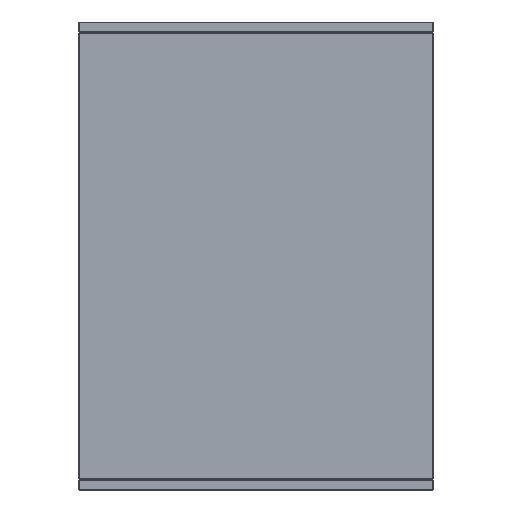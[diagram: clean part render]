
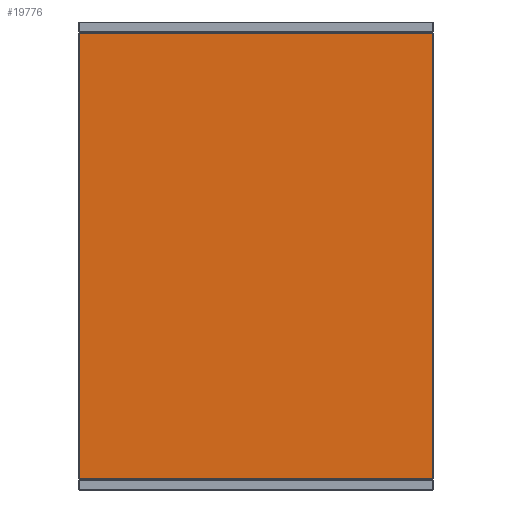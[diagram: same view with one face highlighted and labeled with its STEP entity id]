
A CAD part, left-side view. The second image highlights one B-rep face of the part: STEP entity #19776.
In plain terms, the highlighted planar face has unit normal (-1, 0, 0).
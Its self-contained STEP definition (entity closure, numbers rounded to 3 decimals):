
#19415=CARTESIAN_POINT('',(-377.013,3280.3,8.707));
#19416=VERTEX_POINT('',#19415);
#19417=CARTESIAN_POINT('',(-377.013,3280.3,347.293));
#19418=VERTEX_POINT('',#19417);
#19419=CARTESIAN_POINT('',(-377.013,3280.3,8.707));
#19420=DIRECTION('',(0.0,0.0,1.0));
#19421=VECTOR('',#19420,338.586);
#19422=LINE('',#19419,#19421);
#19423=EDGE_CURVE('',#19416,#19418,#19422,.T.);
#19465=CARTESIAN_POINT('',(-377.013,3011.507,347.5));
#19466=VERTEX_POINT('',#19465);
#19473=CARTESIAN_POINT('',(-377.013,3011.3,347.293));
#19474=VERTEX_POINT('',#19473);
#19475=CARTESIAN_POINT('',(-377.013,3011.507,347.5));
#19476=DIRECTION('',(0.0,-0.707,-0.707));
#19477=VECTOR('',#19476,0.293);
#19478=LINE('',#19475,#19477);
#19479=EDGE_CURVE('',#19466,#19474,#19478,.T.);
#19495=CARTESIAN_POINT('',(-377.013,3280.093,347.5));
#19496=VERTEX_POINT('',#19495);
#19497=CARTESIAN_POINT('',(-377.013,3280.093,347.5));
#19498=DIRECTION('',(0.0,-1.0,0.0));
#19499=VECTOR('',#19498,268.586);
#19500=LINE('',#19497,#19499);
#19501=EDGE_CURVE('',#19496,#19466,#19500,.T.);
#19535=CARTESIAN_POINT('',(-377.013,3011.3,8.707));
#19536=VERTEX_POINT('',#19535);
#19537=CARTESIAN_POINT('',(-377.013,3011.3,347.293));
#19538=DIRECTION('',(0.0,0.0,-1.0));
#19539=VECTOR('',#19538,338.586);
#19540=LINE('',#19537,#19539);
#19541=EDGE_CURVE('',#19474,#19536,#19540,.T.);
#19557=CARTESIAN_POINT('',(-377.013,3280.3,347.293));
#19558=DIRECTION('',(0.0,-0.707,0.707));
#19559=VECTOR('',#19558,0.293);
#19560=LINE('',#19557,#19559);
#19561=EDGE_CURVE('',#19418,#19496,#19560,.T.);
#19588=CARTESIAN_POINT('',(-377.013,3011.507,8.5));
#19589=VERTEX_POINT('',#19588);
#19590=CARTESIAN_POINT('',(-377.013,3011.3,8.707));
#19591=DIRECTION('',(0.0,0.707,-0.707));
#19592=VECTOR('',#19591,0.293);
#19593=LINE('',#19590,#19592);
#19594=EDGE_CURVE('',#19536,#19589,#19593,.T.);
#19619=CARTESIAN_POINT('',(-377.013,3280.093,8.5));
#19620=VERTEX_POINT('',#19619);
#19621=CARTESIAN_POINT('',(-377.013,3011.507,8.5));
#19622=DIRECTION('',(0.0,1.0,0.0));
#19623=VECTOR('',#19622,268.586);
#19624=LINE('',#19621,#19623);
#19625=EDGE_CURVE('',#19589,#19620,#19624,.T.);
#19648=CARTESIAN_POINT('',(-377.013,3280.093,8.5));
#19649=DIRECTION('',(0.0,0.707,0.707));
#19650=VECTOR('',#19649,0.293);
#19651=LINE('',#19648,#19650);
#19652=EDGE_CURVE('',#19620,#19416,#19651,.T.);
#19761=CARTESIAN_POINT('',(-377.013,3280.8,8.));
#19762=DIRECTION('',(-1.0,0.0,0.0));
#19763=DIRECTION('',(0.0,-1.0,0.0));
#19764=AXIS2_PLACEMENT_3D('',#19761,#19762,#19763);
#19765=PLANE('',#19764);
#19766=ORIENTED_EDGE('',*,*,#19479,.F.);
#19767=ORIENTED_EDGE('',*,*,#19501,.F.);
#19768=ORIENTED_EDGE('',*,*,#19561,.F.);
#19769=ORIENTED_EDGE('',*,*,#19423,.F.);
#19770=ORIENTED_EDGE('',*,*,#19652,.F.);
#19771=ORIENTED_EDGE('',*,*,#19625,.F.);
#19772=ORIENTED_EDGE('',*,*,#19594,.F.);
#19773=ORIENTED_EDGE('',*,*,#19541,.F.);
#19774=EDGE_LOOP('',(#19766,#19767,#19768,#19769,#19770,#19771,#19772,#19773));
#19775=FACE_OUTER_BOUND('',#19774,.T.);
#19776=ADVANCED_FACE('',(#19775),#19765,.T.);
